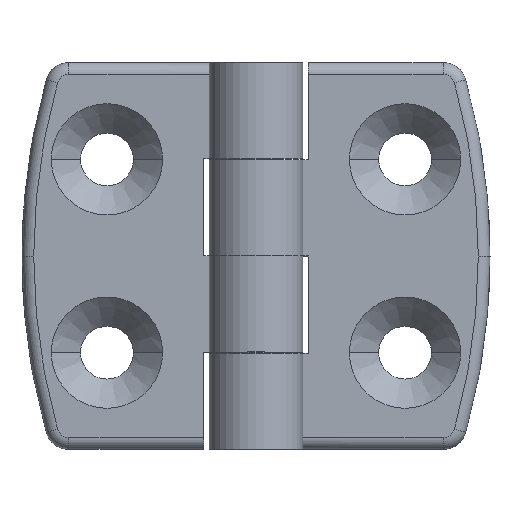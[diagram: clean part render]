
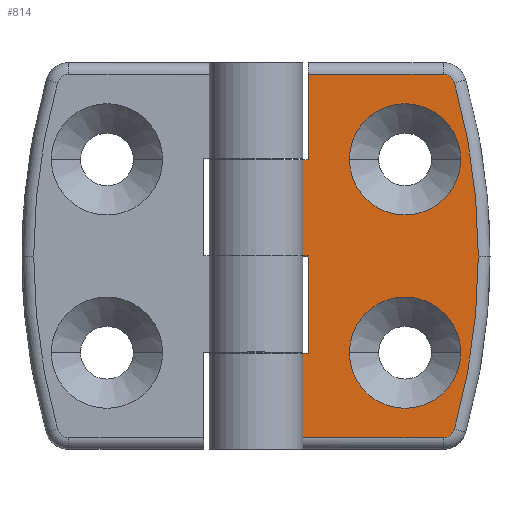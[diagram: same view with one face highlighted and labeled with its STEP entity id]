
A CAD part, top view. The second image highlights one B-rep face of the part: STEP entity #814.
In plain terms, the highlighted planar face has unit normal (0, 0, 1).
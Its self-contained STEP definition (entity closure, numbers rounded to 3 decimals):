
#17 = AXIS2_PLACEMENT_3D ( 'NONE', #1722, #4792, #2140 ) ;
#25 = CARTESIAN_POINT ( 'NONE',  ( -46.45, 0., 2.25 ) ) ;
#68 = CARTESIAN_POINT ( 'NONE',  ( 5.255, 14.5, 2.25 ) ) ;
#76 = CARTESIAN_POINT ( 'NONE',  ( -2.75, 8.25, 2.25 ) ) ;
#106 = CARTESIAN_POINT ( 'NONE',  ( -6.75, 0., 2.25 ) ) ;
#126 = ORIENTED_EDGE ( 'NONE', *, *, #2100, .T. ) ;
#159 = ORIENTED_EDGE ( 'NONE', *, *, #1812, .F. ) ;
#172 = CARTESIAN_POINT ( 'NONE',  ( 2., 8.25, 2.25 ) ) ;
#178 = AXIS2_PLACEMENT_3D ( 'NONE', #2831, #2817, #3258 ) ;
#187 = VECTOR ( 'NONE', #5563, 1000. ) ;
#291 = CARTESIAN_POINT ( 'NONE',  ( -6.25, -8.3, 2.25 ) ) ;
#302 = VERTEX_POINT ( 'NONE', #5619 ) ;
#476 = VECTOR ( 'NONE', #2896, 1000. ) ;
#525 = DIRECTION ( 'NONE',  ( 1., 0., 0. ) ) ;
#605 = ORIENTED_EDGE ( 'NONE', *, *, #5665, .F. ) ;
#709 = FACE_BOUND ( 'NONE', #5663, .T. ) ;
#737 = ORIENTED_EDGE ( 'NONE', *, *, #5250, .F. ) ;
#775 = VERTEX_POINT ( 'NONE', #2605 ) ;
#796 = CARTESIAN_POINT ( 'NONE',  ( -46.45, 0., 2.25 ) ) ;
#814 = ADVANCED_FACE ( 'NONE', ( #709, #4047, #1968 ), #1756, .T. ) ;
#821 = ORIENTED_EDGE ( 'NONE', *, *, #956, .T. ) ;
#844 = DIRECTION ( 'NONE',  ( 1., 0., 0. ) ) ;
#910 = CIRCLE ( 'NONE', #5332, 4.75 ) ;
#920 = VERTEX_POINT ( 'NONE', #2059 ) ;
#956 = EDGE_CURVE ( 'NONE', #302, #5389, #910, .T. ) ;
#1047 = ORIENTED_EDGE ( 'NONE', *, *, #3036, .T. ) ;
#1060 = AXIS2_PLACEMENT_3D ( 'NONE', #5082, #3852, #5116 ) ;
#1089 = AXIS2_PLACEMENT_3D ( 'NONE', #172, #2799, #2330 ) ;
#1115 = DIRECTION ( 'NONE',  ( 0., -1., 0. ) ) ;
#1189 = VERTEX_POINT ( 'NONE', #2556 ) ;
#1255 = ORIENTED_EDGE ( 'NONE', *, *, #2468, .T. ) ;
#1261 = ORIENTED_EDGE ( 'NONE', *, *, #1860, .T. ) ;
#1346 = LINE ( 'NONE', #2908, #187 ) ;
#1477 = VERTEX_POINT ( 'NONE', #76 ) ;
#1493 = VERTEX_POINT ( 'NONE', #4505 ) ;
#1501 = CIRCLE ( 'NONE', #2123, 54.7 ) ;
#1505 = LINE ( 'NONE', #4724, #5637 ) ;
#1600 = CARTESIAN_POINT ( 'NONE',  ( -6.75, 16.5, 2.25 ) ) ;
#1628 = DIRECTION ( 'NONE',  ( 1., 0., 0. ) ) ;
#1631 = CARTESIAN_POINT ( 'NONE',  ( -6.25, 15.5, 2.25 ) ) ;
#1654 = DIRECTION ( 'NONE',  ( 0., -1., 0. ) ) ;
#1681 = AXIS2_PLACEMENT_3D ( 'NONE', #68, #3115, #525 ) ;
#1722 = CARTESIAN_POINT ( 'NONE',  ( 2., -8.25, 2.25 ) ) ;
#1728 = EDGE_LOOP ( 'NONE', ( #821, #2209 ) ) ;
#1743 = AXIS2_PLACEMENT_3D ( 'NONE', #2276, #5372, #2725 ) ;
#1756 = PLANE ( 'NONE',  #3966 ) ;
#1762 = LINE ( 'NONE', #2080, #476 ) ;
#1812 = EDGE_CURVE ( 'NONE', #1477, #4204, #5703, .T. ) ;
#1860 = EDGE_CURVE ( 'NONE', #2316, #775, #3338, .T. ) ;
#1879 = CIRCLE ( 'NONE', #17, 4.75 ) ;
#1968 = FACE_OUTER_BOUND ( 'NONE', #5473, .T. ) ;
#2016 = DIRECTION ( 'NONE',  ( 1., 0., 0. ) ) ;
#2059 = CARTESIAN_POINT ( 'NONE',  ( -6.75, -15.5, 2.25 ) ) ;
#2080 = CARTESIAN_POINT ( 'NONE',  ( -6.75, 16.5, 2.25 ) ) ;
#2100 = EDGE_CURVE ( 'NONE', #3327, #2659, #1501, .T. ) ;
#2101 = VECTOR ( 'NONE', #1628, 1000. ) ;
#2123 = AXIS2_PLACEMENT_3D ( 'NONE', #25, #5170, #3052 ) ;
#2140 = DIRECTION ( 'NONE',  ( 1., 0., 0. ) ) ;
#2209 = ORIENTED_EDGE ( 'NONE', *, *, #4775, .T. ) ;
#2229 = VECTOR ( 'NONE', #1654, 1000. ) ;
#2254 = CARTESIAN_POINT ( 'NONE',  ( -6.75, -8.3, 2.25 ) ) ;
#2276 = CARTESIAN_POINT ( 'NONE',  ( 2., 8.25, 2.25 ) ) ;
#2316 = VERTEX_POINT ( 'NONE', #3956 ) ;
#2330 = DIRECTION ( 'NONE',  ( 1., 0., 0. ) ) ;
#2341 = CARTESIAN_POINT ( 'NONE',  ( 6.75, 8.25, 2.25 ) ) ;
#2361 = CARTESIAN_POINT ( 'NONE',  ( 2., -8.25, 2.25 ) ) ;
#2391 = EDGE_CURVE ( 'NONE', #5658, #1493, #5696, .T. ) ;
#2433 = VERTEX_POINT ( 'NONE', #3773 ) ;
#2461 = EDGE_CURVE ( 'NONE', #2433, #5658, #1762, .T. ) ;
#2468 = EDGE_CURVE ( 'NONE', #3216, #3327, #3958, .T. ) ;
#2510 = CIRCLE ( 'NONE', #1060, 1. ) ;
#2542 = EDGE_CURVE ( 'NONE', #3216, #5596, #2510, .T. ) ;
#2556 = CARTESIAN_POINT ( 'NONE',  ( -6.25, 8.2, 2.25 ) ) ;
#2605 = CARTESIAN_POINT ( 'NONE',  ( -6.25, 15.5, 2.25 ) ) ;
#2619 = EDGE_CURVE ( 'NONE', #2433, #1189, #4457, .T. ) ;
#2620 = ORIENTED_EDGE ( 'NONE', *, *, #4745, .T. ) ;
#2624 = ORIENTED_EDGE ( 'NONE', *, *, #2619, .F. ) ;
#2659 = VERTEX_POINT ( 'NONE', #5609 ) ;
#2725 = DIRECTION ( 'NONE',  ( 1., 0., 0. ) ) ;
#2799 = DIRECTION ( 'NONE',  ( 0., 0., 1. ) ) ;
#2817 = DIRECTION ( 'NONE',  ( 0., 0., 1. ) ) ;
#2831 = CARTESIAN_POINT ( 'NONE',  ( -46.45, 0., 2.25 ) ) ;
#2896 = DIRECTION ( 'NONE',  ( 0., -1., 0. ) ) ;
#2908 = CARTESIAN_POINT ( 'NONE',  ( -46.45, -8.3, 2.25 ) ) ;
#2987 = ORIENTED_EDGE ( 'NONE', *, *, #2461, .T. ) ;
#3031 = EDGE_CURVE ( 'NONE', #4979, #920, #3399, .T. ) ;
#3036 = EDGE_CURVE ( 'NONE', #775, #1189, #1505, .T. ) ;
#3052 = DIRECTION ( 'NONE',  ( 1., 0., 0. ) ) ;
#3115 = DIRECTION ( 'NONE',  ( 0., 0., -1. ) ) ;
#3148 = DIRECTION ( 'NONE',  ( 0., 0., -1. ) ) ;
#3216 = VERTEX_POINT ( 'NONE', #3645 ) ;
#3258 = DIRECTION ( 'NONE',  ( 1., 0., 0. ) ) ;
#3327 = VERTEX_POINT ( 'NONE', #4375 ) ;
#3338 = LINE ( 'NONE', #1631, #4527 ) ;
#3392 = VECTOR ( 'NONE', #2016, 1000. ) ;
#3399 = LINE ( 'NONE', #1600, #2229 ) ;
#3404 = ORIENTED_EDGE ( 'NONE', *, *, #2542, .F. ) ;
#3430 = ORIENTED_EDGE ( 'NONE', *, *, #3031, .T. ) ;
#3440 = CARTESIAN_POINT ( 'NONE',  ( -2.75, -8.25, 2.25 ) ) ;
#3527 = CIRCLE ( 'NONE', #1681, 1. ) ;
#3593 = ORIENTED_EDGE ( 'NONE', *, *, #2391, .T. ) ;
#3645 = CARTESIAN_POINT ( 'NONE',  ( 6.218, -14.77, 2.25 ) ) ;
#3773 = CARTESIAN_POINT ( 'NONE',  ( -6.75, 8.2, 2.25 ) ) ;
#3814 = EDGE_CURVE ( 'NONE', #2316, #2659, #3527, .T. ) ;
#3822 = LINE ( 'NONE', #5109, #3392 ) ;
#3852 = DIRECTION ( 'NONE',  ( 0., 0., -1. ) ) ;
#3956 = CARTESIAN_POINT ( 'NONE',  ( 5.255, 15.5, 2.25 ) ) ;
#3958 = CIRCLE ( 'NONE', #178, 54.7 ) ;
#3966 = AXIS2_PLACEMENT_3D ( 'NONE', #4895, #5323, #4376 ) ;
#4047 = FACE_BOUND ( 'NONE', #1728, .T. ) ;
#4136 = VERTEX_POINT ( 'NONE', #291 ) ;
#4155 = EDGE_CURVE ( 'NONE', #920, #5596, #3822, .T. ) ;
#4204 = VERTEX_POINT ( 'NONE', #2341 ) ;
#4232 = ORIENTED_EDGE ( 'NONE', *, *, #3814, .F. ) ;
#4234 = VECTOR ( 'NONE', #1115, 1000. ) ;
#4277 = DIRECTION ( 'NONE',  ( 1., 0., 0. ) ) ;
#4304 = ORIENTED_EDGE ( 'NONE', *, *, #4155, .T. ) ;
#4375 = CARTESIAN_POINT ( 'NONE',  ( 8.25, 0., 2.25 ) ) ;
#4376 = DIRECTION ( 'NONE',  ( 1., 0., 0. ) ) ;
#4441 = DIRECTION ( 'NONE',  ( 0., -1., 0. ) ) ;
#4457 = LINE ( 'NONE', #5140, #2101 ) ;
#4505 = CARTESIAN_POINT ( 'NONE',  ( -6.25, 0., 2.25 ) ) ;
#4527 = VECTOR ( 'NONE', #5494, 1000. ) ;
#4724 = CARTESIAN_POINT ( 'NONE',  ( -6.25, 0., 2.25 ) ) ;
#4745 = EDGE_CURVE ( 'NONE', #1493, #4136, #5545, .T. ) ;
#4775 = EDGE_CURVE ( 'NONE', #5389, #302, #1879, .T. ) ;
#4792 = DIRECTION ( 'NONE',  ( 0., 0., -1. ) ) ;
#4858 = CARTESIAN_POINT ( 'NONE',  ( 5.255, -15.5, 2.25 ) ) ;
#4895 = CARTESIAN_POINT ( 'NONE',  ( -46.45, 0., 2.25 ) ) ;
#4979 = VERTEX_POINT ( 'NONE', #2254 ) ;
#5082 = CARTESIAN_POINT ( 'NONE',  ( 5.255, -14.5, 2.25 ) ) ;
#5109 = CARTESIAN_POINT ( 'NONE',  ( 6.75, -15.5, 2.25 ) ) ;
#5116 = DIRECTION ( 'NONE',  ( 1., 0., 0. ) ) ;
#5140 = CARTESIAN_POINT ( 'NONE',  ( -46.45, 8.2, 2.25 ) ) ;
#5170 = DIRECTION ( 'NONE',  ( 0., 0., 1. ) ) ;
#5230 = CIRCLE ( 'NONE', #1743, 4.75 ) ;
#5250 = EDGE_CURVE ( 'NONE', #4979, #4136, #1346, .T. ) ;
#5323 = DIRECTION ( 'NONE',  ( 0., 0., 1. ) ) ;
#5332 = AXIS2_PLACEMENT_3D ( 'NONE', #2361, #3148, #4277 ) ;
#5372 = DIRECTION ( 'NONE',  ( 0., 0., 1. ) ) ;
#5389 = VERTEX_POINT ( 'NONE', #3440 ) ;
#5473 = EDGE_LOOP ( 'NONE', ( #3404, #1255, #126, #4232, #1261, #1047, #2624, #2987, #3593, #2620, #737, #3430, #4304 ) ) ;
#5482 = CARTESIAN_POINT ( 'NONE',  ( -6.25, 0., 2.25 ) ) ;
#5494 = DIRECTION ( 'NONE',  ( -1., 0., 0. ) ) ;
#5545 = LINE ( 'NONE', #5482, #4234 ) ;
#5559 = VECTOR ( 'NONE', #844, 1000. ) ;
#5563 = DIRECTION ( 'NONE',  ( 1., 0., 0. ) ) ;
#5596 = VERTEX_POINT ( 'NONE', #4858 ) ;
#5609 = CARTESIAN_POINT ( 'NONE',  ( 6.218, 14.77, 2.25 ) ) ;
#5619 = CARTESIAN_POINT ( 'NONE',  ( 6.75, -8.25, 2.25 ) ) ;
#5637 = VECTOR ( 'NONE', #4441, 1000. ) ;
#5658 = VERTEX_POINT ( 'NONE', #106 ) ;
#5663 = EDGE_LOOP ( 'NONE', ( #605, #159 ) ) ;
#5665 = EDGE_CURVE ( 'NONE', #4204, #1477, #5230, .T. ) ;
#5696 = LINE ( 'NONE', #796, #5559 ) ;
#5703 = CIRCLE ( 'NONE', #1089, 4.75 ) ;
